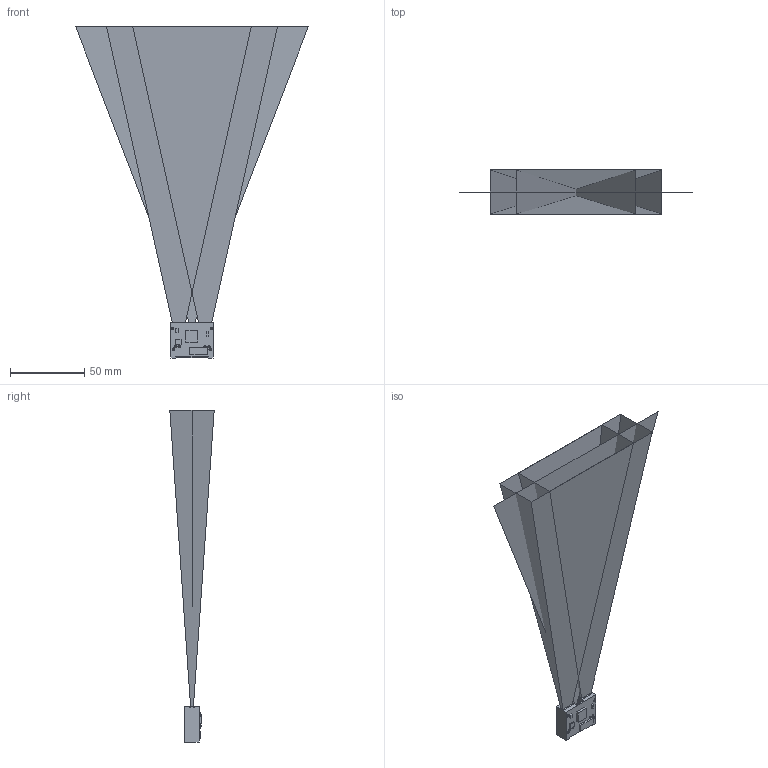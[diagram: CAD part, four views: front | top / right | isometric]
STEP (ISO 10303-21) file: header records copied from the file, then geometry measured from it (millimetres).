
FILE_DESCRIPTION((''),'2;1');
FILE_NAME('EM1300','2019-10-31T',('Administrator'),(''),'PRO/ENGINEER BY PARAMETRIC TECHNOLOGY CORPORATION, 2015240','PRO/ENGINEER BY PARAMETRIC TECHNOLOGY CORPORATION, 2015240','');
FILE_SCHEMA(('AUTOMOTIVE_DESIGN { 1 2 10303 214 0 1 1 1 }'));
Length unit declared in the file: millimetre
Products named in the file (1): EM1300
Bounding box: 156.66 x 29.87 x 223.62 mm (x, y, z)
Volume: 6265.7 mm3; surface area: 74476 mm2
Topology: 1 solids, 6 shells, 327 faces, 869 edges, 574 vertices
Faces by surface type: plane 193, cylinder 68, bspline 34, extrusion 24, cone 8
Entity records: 18323 total; most frequent: CARTESIAN_POINT 10808, ORIENTED_EDGE 1727, DIRECTION 1218, EDGE_CURVE 869, VERTEX_POINT 574, VECTOR 448, LINE 424, AXIS2_PLACEMENT_3D 385
